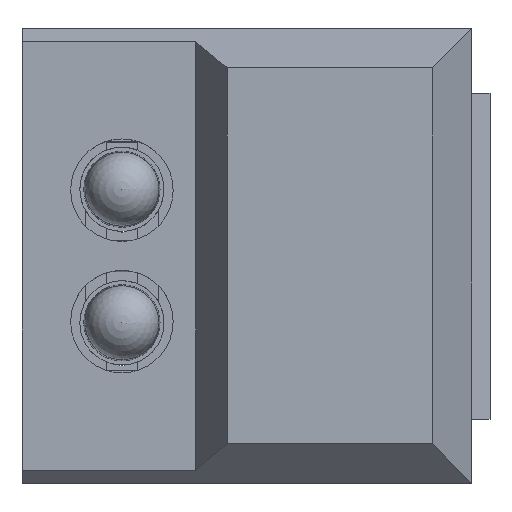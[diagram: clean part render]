
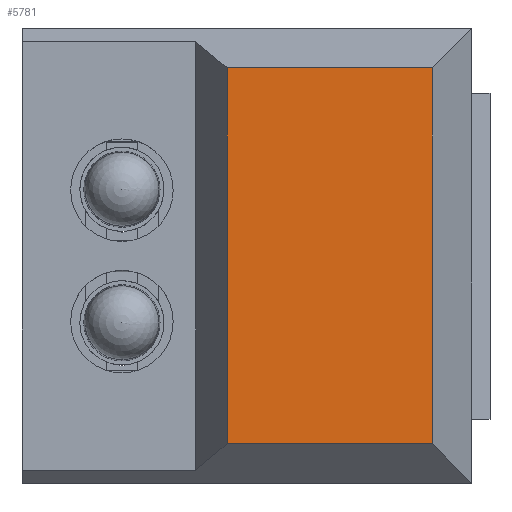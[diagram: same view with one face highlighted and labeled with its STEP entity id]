
A CAD part, top view. The second image highlights one B-rep face of the part: STEP entity #5781.
In plain terms, the highlighted planar face has unit normal (0, 0, 1).
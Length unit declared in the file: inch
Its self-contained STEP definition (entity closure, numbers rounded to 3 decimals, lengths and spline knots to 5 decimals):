
#5609=CARTESIAN_POINT('',(0.25787,-0.2815,0.52362));
#5610=VERTEX_POINT('',#5609);
#5617=CARTESIAN_POINT('',(-0.04921,-0.2815,0.52362));
#5618=VERTEX_POINT('',#5617);
#5619=CARTESIAN_POINT('',(0.25787,-0.2815,0.52362));
#5620=DIRECTION('',(-1.0,0.0,0.0));
#5621=VECTOR('',#5620,0.30709);
#5622=LINE('',#5619,#5621);
#5623=EDGE_CURVE('',#5610,#5618,#5622,.T.);
#5741=CARTESIAN_POINT('',(0.25787,0.2815,0.52362));
#5742=VERTEX_POINT('',#5741);
#5749=CARTESIAN_POINT('',(0.25787,0.2815,0.52362));
#5750=DIRECTION('',(0.0,-1.0,0.0));
#5751=VECTOR('',#5750,0.56299);
#5752=LINE('',#5749,#5751);
#5753=EDGE_CURVE('',#5742,#5610,#5752,.T.);
#5758=CARTESIAN_POINT('',(0.27323,-0.30965,0.52362));
#5759=DIRECTION('',(0.0,0.0,1.0));
#5760=DIRECTION('',(1.0,0.0,0.0));
#5761=AXIS2_PLACEMENT_3D('',#5758,#5759,#5760);
#5762=PLANE('',#5761);
#5763=ORIENTED_EDGE('',*,*,#5623,.F.);
#5764=ORIENTED_EDGE('',*,*,#5753,.F.);
#5765=CARTESIAN_POINT('',(-0.04921,0.2815,0.52362));
#5766=VERTEX_POINT('',#5765);
#5767=CARTESIAN_POINT('',(-0.04921,0.2815,0.52362));
#5768=DIRECTION('',(1.0,0.0,0.0));
#5769=VECTOR('',#5768,0.30709);
#5770=LINE('',#5767,#5769);
#5771=EDGE_CURVE('',#5766,#5742,#5770,.T.);
#5772=ORIENTED_EDGE('',*,*,#5771,.F.);
#5773=CARTESIAN_POINT('',(-0.04921,-0.2815,0.52362));
#5774=DIRECTION('',(0.0,1.0,0.0));
#5775=VECTOR('',#5774,0.56299);
#5776=LINE('',#5773,#5775);
#5777=EDGE_CURVE('',#5618,#5766,#5776,.T.);
#5778=ORIENTED_EDGE('',*,*,#5777,.F.);
#5779=EDGE_LOOP('',(#5763,#5764,#5772,#5778));
#5780=FACE_OUTER_BOUND('',#5779,.T.);
#5781=ADVANCED_FACE('',(#5780),#5762,.T.);
